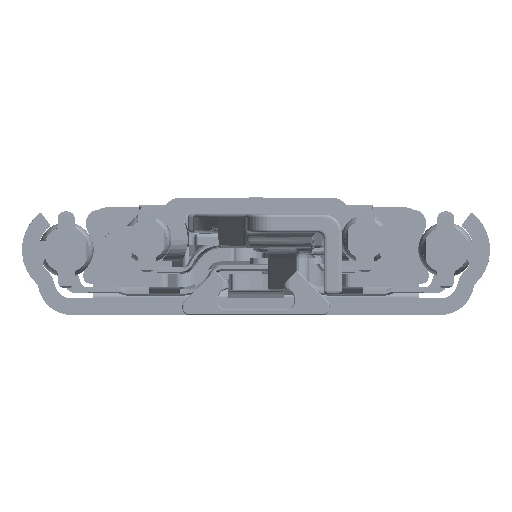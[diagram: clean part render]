
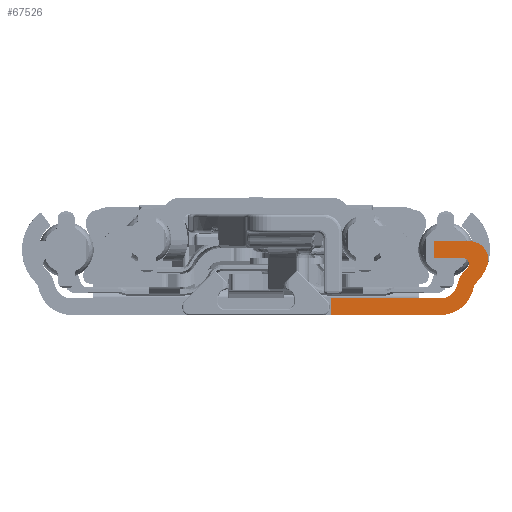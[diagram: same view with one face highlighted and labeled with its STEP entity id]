
A CAD part, front view. The second image highlights one B-rep face of the part: STEP entity #67526.
In plain terms, the highlighted planar face has unit normal (0, -1, 0).
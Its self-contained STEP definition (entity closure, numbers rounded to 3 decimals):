
#3266=PLANE('',#72100);
#4716=FACE_OUTER_BOUND('',#8656,.T.);
#8656=EDGE_LOOP('',(#44333,#44334,#44335,#44336,#44337,#44338,#44339,#44340,
#44341,#44342,#44343,#44344,#44345,#44346,#44347,#44348));
#12658=LINE('',#99990,#18004);
#12664=LINE('',#100002,#18010);
#12706=LINE('',#100129,#18052);
#12718=LINE('',#100192,#18064);
#12719=LINE('',#100200,#18065);
#12720=LINE('',#100202,#18066);
#12721=LINE('',#100204,#18067);
#12722=LINE('',#100212,#18068);
#18004=VECTOR('',#79635,10.);
#18010=VECTOR('',#79649,10.);
#18052=VECTOR('',#79737,10.);
#18064=VECTOR('',#79789,10.);
#18065=VECTOR('',#79796,10.);
#18066=VECTOR('',#79797,10.);
#18067=VECTOR('',#79798,10.);
#18068=VECTOR('',#79805,10.);
#23391=CIRCLE('',#72101,5.45);
#23392=CIRCLE('',#72102,1.5);
#23393=CIRCLE('',#72103,7.6);
#23394=CIRCLE('',#72104,3.);
#23395=CIRCLE('',#72105,1.);
#23396=CIRCLE('',#72106,4.9);
#23397=CIRCLE('',#72107,4.2);
#23398=CIRCLE('',#72108,2.75);
#26609=VERTEX_POINT('',#99986);
#26611=VERTEX_POINT('',#99989);
#26613=VERTEX_POINT('',#100001);
#26675=VERTEX_POINT('',#100127);
#26705=VERTEX_POINT('',#100189);
#26706=VERTEX_POINT('',#100191);
#26707=VERTEX_POINT('',#100193);
#26708=VERTEX_POINT('',#100195);
#26709=VERTEX_POINT('',#100197);
#26710=VERTEX_POINT('',#100199);
#26711=VERTEX_POINT('',#100201);
#26712=VERTEX_POINT('',#100203);
#26713=VERTEX_POINT('',#100205);
#26714=VERTEX_POINT('',#100207);
#26715=VERTEX_POINT('',#100209);
#26716=VERTEX_POINT('',#100211);
#33467=EDGE_CURVE('',#26611,#26609,#12658,.T.);
#33474=EDGE_CURVE('',#26613,#26611,#12664,.T.);
#33538=EDGE_CURVE('',#26609,#26675,#12706,.T.);
#33568=EDGE_CURVE('',#26675,#26705,#23391,.T.);
#33569=EDGE_CURVE('',#26705,#26706,#12718,.T.);
#33570=EDGE_CURVE('',#26706,#26707,#23392,.T.);
#33571=EDGE_CURVE('',#26707,#26708,#23393,.T.);
#33572=EDGE_CURVE('',#26708,#26709,#23394,.T.);
#33573=EDGE_CURVE('',#26709,#26710,#12719,.T.);
#33574=EDGE_CURVE('',#26710,#26711,#12720,.T.);
#33575=EDGE_CURVE('',#26711,#26712,#12721,.T.);
#33576=EDGE_CURVE('',#26712,#26713,#23395,.T.);
#33577=EDGE_CURVE('',#26713,#26714,#23396,.T.);
#33578=EDGE_CURVE('',#26714,#26715,#23397,.T.);
#33579=EDGE_CURVE('',#26715,#26716,#12722,.T.);
#33580=EDGE_CURVE('',#26716,#26613,#23398,.T.);
#44333=ORIENTED_EDGE('',*,*,#33467,.T.);
#44334=ORIENTED_EDGE('',*,*,#33538,.T.);
#44335=ORIENTED_EDGE('',*,*,#33568,.T.);
#44336=ORIENTED_EDGE('',*,*,#33569,.T.);
#44337=ORIENTED_EDGE('',*,*,#33570,.T.);
#44338=ORIENTED_EDGE('',*,*,#33571,.T.);
#44339=ORIENTED_EDGE('',*,*,#33572,.T.);
#44340=ORIENTED_EDGE('',*,*,#33573,.T.);
#44341=ORIENTED_EDGE('',*,*,#33574,.T.);
#44342=ORIENTED_EDGE('',*,*,#33575,.T.);
#44343=ORIENTED_EDGE('',*,*,#33576,.T.);
#44344=ORIENTED_EDGE('',*,*,#33577,.T.);
#44345=ORIENTED_EDGE('',*,*,#33578,.T.);
#44346=ORIENTED_EDGE('',*,*,#33579,.T.);
#44347=ORIENTED_EDGE('',*,*,#33580,.T.);
#44348=ORIENTED_EDGE('',*,*,#33474,.T.);
#67526=ADVANCED_FACE('',(#4716),#3266,.F.);
#72100=AXIS2_PLACEMENT_3D('',#100188,#79785,#79786);
#72101=AXIS2_PLACEMENT_3D('',#100190,#79787,#79788);
#72102=AXIS2_PLACEMENT_3D('',#100194,#79790,#79791);
#72103=AXIS2_PLACEMENT_3D('',#100196,#79792,#79793);
#72104=AXIS2_PLACEMENT_3D('',#100198,#79794,#79795);
#72105=AXIS2_PLACEMENT_3D('',#100206,#79799,#79800);
#72106=AXIS2_PLACEMENT_3D('',#100208,#79801,#79802);
#72107=AXIS2_PLACEMENT_3D('',#100210,#79803,#79804);
#72108=AXIS2_PLACEMENT_3D('',#100213,#79806,#79807);
#79635=DIRECTION('',(0.,0.,-1.));
#79649=DIRECTION('',(-1.,0.,0.));
#79737=DIRECTION('',(1.,0.,0.));
#79785=DIRECTION('center_axis',(0.,1.,0.));
#79786=DIRECTION('ref_axis',(0.,0.,1.));
#79787=DIRECTION('center_axis',(0.,-1.,0.));
#79788=DIRECTION('ref_axis',(-0.966,0.,0.259));
#79789=DIRECTION('',(0.259,0.,0.966));
#79790=DIRECTION('center_axis',(0.,1.,0.));
#79791=DIRECTION('ref_axis',(-0.966,0.,0.259));
#79792=DIRECTION('center_axis',(0.,-1.,0.));
#79793=DIRECTION('ref_axis',(-0.938,0.,0.348));
#79794=DIRECTION('center_axis',(0.,-1.,0.));
#79795=DIRECTION('ref_axis',(0.,0.,
-1.));
#79796=DIRECTION('',(-1.,0.,0.));
#79797=DIRECTION('',(0.,0.,-1.));
#79798=DIRECTION('',(1.,0.,0.));
#79799=DIRECTION('center_axis',(0.,1.,0.));
#79800=DIRECTION('ref_axis',(0.,0.,1.));
#79801=DIRECTION('center_axis',(0.,1.,0.));
#79802=DIRECTION('ref_axis',(0.808,0.,-0.59));
#79803=DIRECTION('center_axis',(0.,-1.,0.));
#79804=DIRECTION('ref_axis',(0.966,0.,-0.259));
#79805=DIRECTION('',(-0.259,0.,-0.966));
#79806=DIRECTION('center_axis',(0.,1.,0.));
#79807=DIRECTION('ref_axis',(0.966,0.,-0.259));
#99986=CARTESIAN_POINT('',(12.227,0.,0.));
#99989=CARTESIAN_POINT('',(12.227,0.,2.7));
#99990=CARTESIAN_POINT('',(12.227,0.,3.391));
#100001=CARTESIAN_POINT('',(30.069,0.,2.7));
#100002=CARTESIAN_POINT('',(30.069,0.,2.7));
#100127=CARTESIAN_POINT('',(30.069,0.,0.));
#100129=CARTESIAN_POINT('',(25.,0.,0.));
#100188=CARTESIAN_POINT('Origin',(0.,0.,4.082));
#100189=CARTESIAN_POINT('',(35.333,0.,4.039));
#100190=CARTESIAN_POINT('Origin',(30.069,0.,
5.45));
#100191=CARTESIAN_POINT('',(35.465,0.,4.533));
#100192=CARTESIAN_POINT('',(35.333,0.,4.039));
#100193=CARTESIAN_POINT('',(35.857,0.,5.209));
#100194=CARTESIAN_POINT('Origin',(36.914,0.,
4.145));
#100195=CARTESIAN_POINT('',(37.625,0.,7.957));
#100196=CARTESIAN_POINT('Origin',(30.5,0.,
10.6));
#100197=CARTESIAN_POINT('',(34.813,0.,12.));
#100198=CARTESIAN_POINT('Origin',(34.813,0.,
9.));
#100199=CARTESIAN_POINT('',(29.,0.,12.));
#100200=CARTESIAN_POINT('',(34.813,0.,12.));
#100201=CARTESIAN_POINT('',(29.,0.,9.3));
#100202=CARTESIAN_POINT('',(29.,0.,12.));
#100203=CARTESIAN_POINT('',(33.65,0.,9.3));
#100204=CARTESIAN_POINT('',(29.,0.,9.3));
#100205=CARTESIAN_POINT('',(34.457,0.,7.71));
#100206=CARTESIAN_POINT('Origin',(33.65,0.,
8.3));
#100207=CARTESIAN_POINT('',(33.954,0.,7.124));
#100208=CARTESIAN_POINT('Origin',(30.5,0.,
10.6));
#100209=CARTESIAN_POINT('',(32.857,0.,5.232));
#100210=CARTESIAN_POINT('Origin',(36.914,0.,
4.145));
#100211=CARTESIAN_POINT('',(32.725,0.,4.738));
#100212=CARTESIAN_POINT('',(32.857,0.,5.232));
#100213=CARTESIAN_POINT('Origin',(30.069,0.,
5.45));
